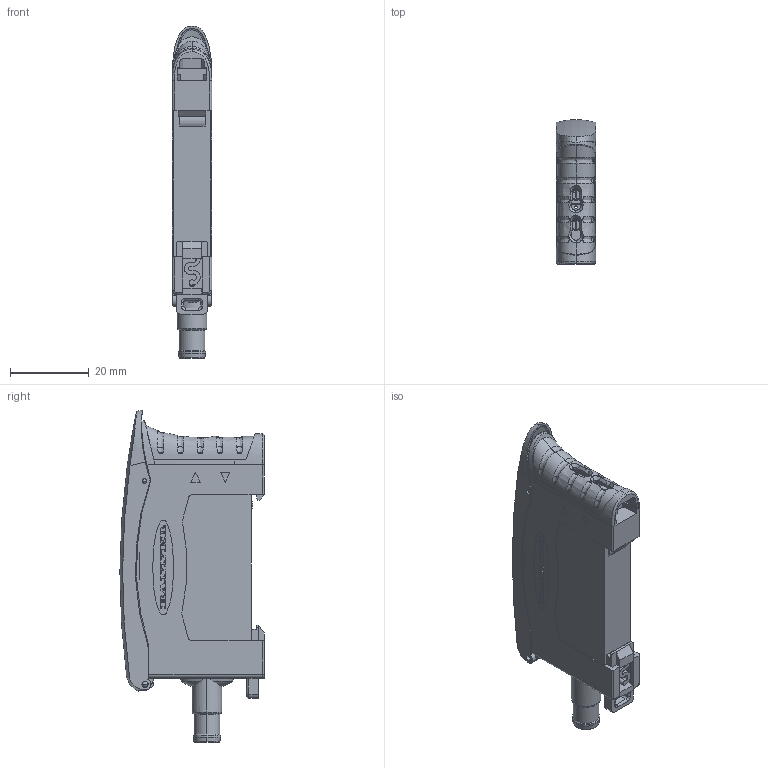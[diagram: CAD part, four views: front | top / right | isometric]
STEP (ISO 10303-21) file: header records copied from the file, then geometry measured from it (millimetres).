
FILE_DESCRIPTION((''),'2;1');
FILE_NAME('156681_SW','2011-02-09T',('banengservice'),('BANNER ENGINEERING'),'PRO/ENGINEER BY PARAMETRIC TECHNOLOGY CORPORATION, 2009141','PRO/ENGINEER BY PARAMETRIC TECHNOLOGY CORPORATION, 2009141','');
FILE_SCHEMA(('CONFIG_CONTROL_DESIGN'));
Products named in the file (1): 156681_SW
Bounding box: 10.1 x 36.57 x 84.2 mm (x, y, z)
Volume: 7875.4 mm3; surface area: 15461.6 mm2
Topology: 3 solids, 4 shells, 1856 faces, 5156 edges, 3348 vertices
Faces by surface type: plane 920, extrusion 516, cylinder 234, bspline 125, torus 35, cone 14, sphere 12
Entity records: 76981 total; most frequent: CARTESIAN_POINT 32175, ORIENTED_EDGE 10268, DIRECTION 7304, EDGE_CURVE 5134, VECTOR 3492, VERTEX_POINT 3348, LINE 2976, EDGE_LOOP 1994
